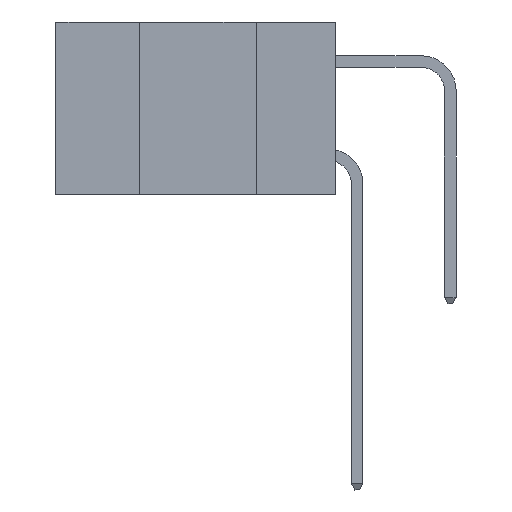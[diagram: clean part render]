
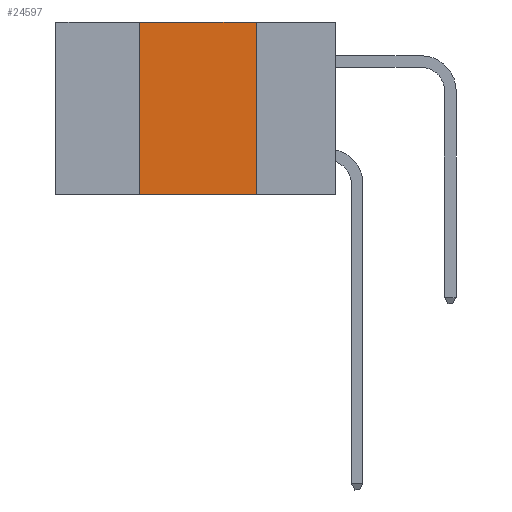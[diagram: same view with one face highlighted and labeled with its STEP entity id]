
A CAD part, left-side view. The second image highlights one B-rep face of the part: STEP entity #24597.
In plain terms, the highlighted planar face has unit normal (-1, 0, 0).
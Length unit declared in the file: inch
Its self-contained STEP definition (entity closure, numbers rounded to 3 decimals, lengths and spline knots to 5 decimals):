
#574 = VECTOR ( 'NONE', #17013, 39.37008 ) ;
#763 = PLANE ( 'NONE',  #11827 ) ;
#893 = LINE ( 'NONE', #26417, #12130 ) ;
#1084 = ORIENTED_EDGE ( 'NONE', *, *, #19344, .F. ) ;
#2663 = ORIENTED_EDGE ( 'NONE', *, *, #12981, .F. ) ;
#3048 = VERTEX_POINT ( 'NONE', #20299 ) ;
#4031 = VECTOR ( 'NONE', #21985, 39.37008 ) ;
#4198 = CARTESIAN_POINT ( 'NONE',  ( 0., 0.6, -0.37 ) ) ;
#4970 = CARTESIAN_POINT ( 'NONE',  ( 0., 0.17, -0.37 ) ) ;
#8546 = CARTESIAN_POINT ( 'NONE',  ( 0., 0.6, 0. ) ) ;
#11161 = DIRECTION ( 'NONE',  ( 0., 0., 1. ) ) ;
#11314 = DIRECTION ( 'NONE',  ( 1., 0., 0. ) ) ;
#11447 = FACE_OUTER_BOUND ( 'NONE', #25121, .T. ) ;
#11827 = AXIS2_PLACEMENT_3D ( 'NONE', #17831, #11314, #21701 ) ;
#12130 = VECTOR ( 'NONE', #11161, 39.37008 ) ;
#12668 = DIRECTION ( 'NONE',  ( 0., -1., 0. ) ) ;
#12981 = EDGE_CURVE ( 'NONE', #19582, #24131, #20181, .T. ) ;
#13120 = ORIENTED_EDGE ( 'NONE', *, *, #25911, .T. ) ;
#14075 = VECTOR ( 'NONE', #12668, 39.37008 ) ;
#14462 = LINE ( 'NONE', #4198, #14075 ) ;
#15465 = CARTESIAN_POINT ( 'NONE',  ( 0., 0.42, 0. ) ) ;
#17013 = DIRECTION ( 'NONE',  ( 0., -1., 0. ) ) ;
#17831 = CARTESIAN_POINT ( 'NONE',  ( 0., 0.6, 0. ) ) ;
#19077 = LINE ( 'NONE', #8546, #574 ) ;
#19344 = EDGE_CURVE ( 'NONE', #3048, #25615, #893, .T. ) ;
#19582 = VERTEX_POINT ( 'NONE', #27351 ) ;
#20181 = LINE ( 'NONE', #22123, #4031 ) ;
#20299 = CARTESIAN_POINT ( 'NONE',  ( 0., 0.42, -0.37 ) ) ;
#20495 = EDGE_CURVE ( 'NONE', #25615, #19582, #19077, .T. ) ;
#21701 = DIRECTION ( 'NONE',  ( 0., 0., -1. ) ) ;
#21985 = DIRECTION ( 'NONE',  ( 0., 0., -1. ) ) ;
#22123 = CARTESIAN_POINT ( 'NONE',  ( 0., 0.17, 0. ) ) ;
#23705 = ORIENTED_EDGE ( 'NONE', *, *, #20495, .F. ) ;
#24131 = VERTEX_POINT ( 'NONE', #4970 ) ;
#24597 = ADVANCED_FACE ( 'NONE', ( #11447 ), #763, .F. ) ;
#25121 = EDGE_LOOP ( 'NONE', ( #2663, #23705, #1084, #13120 ) ) ;
#25615 = VERTEX_POINT ( 'NONE', #15465 ) ;
#25911 = EDGE_CURVE ( 'NONE', #3048, #24131, #14462, .T. ) ;
#26417 = CARTESIAN_POINT ( 'NONE',  ( 0., 0.42, 0. ) ) ;
#27351 = CARTESIAN_POINT ( 'NONE',  ( 0., 0.17, 0. ) ) ;
